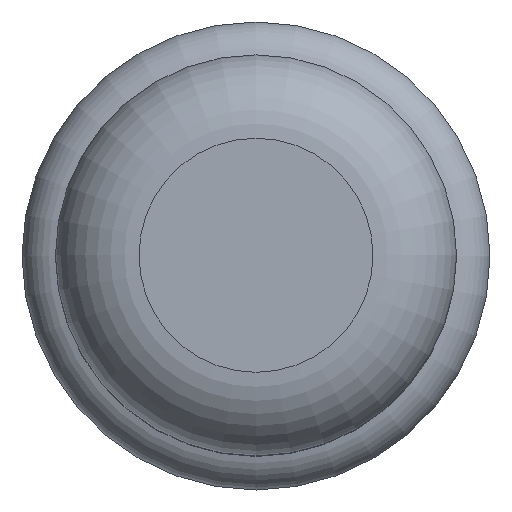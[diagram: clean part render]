
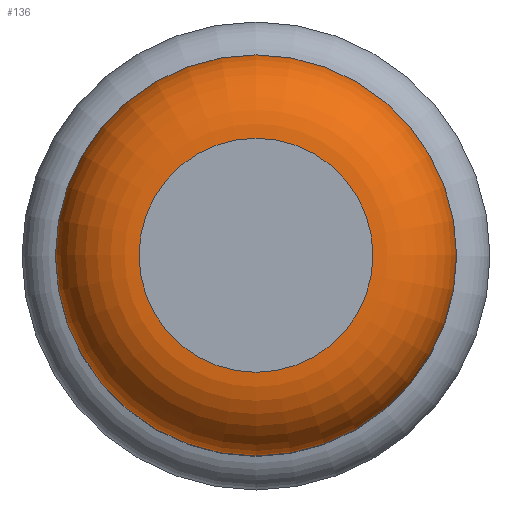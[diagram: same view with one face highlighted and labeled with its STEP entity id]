
A CAD part, top view. The second image highlights one B-rep face of the part: STEP entity #136.
In plain terms, the highlighted toroidal (fillet/blend) face has major radius 1.4 mm and minor radius 1 mm.
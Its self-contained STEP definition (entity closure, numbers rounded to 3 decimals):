
#33=FACE_OUTER_BOUND('',#43,.T.);
#43=EDGE_LOOP('',(#112,#113,#114,#115,#116));
#58=CIRCLE('',#171,1.4);
#59=CIRCLE('',#172,1.);
#60=CIRCLE('',#173,2.4);
#61=CIRCLE('',#174,2.4);
#71=VERTEX_POINT('',#259);
#72=VERTEX_POINT('',#261);
#73=VERTEX_POINT('',#263);
#86=EDGE_CURVE('',#71,#71,#58,.T.);
#87=EDGE_CURVE('',#71,#72,#59,.T.);
#88=EDGE_CURVE('',#72,#73,#60,.T.);
#89=EDGE_CURVE('',#73,#72,#61,.T.);
#112=ORIENTED_EDGE('',*,*,#86,.T.);
#113=ORIENTED_EDGE('',*,*,#87,.T.);
#114=ORIENTED_EDGE('',*,*,#88,.T.);
#115=ORIENTED_EDGE('',*,*,#89,.T.);
#116=ORIENTED_EDGE('',*,*,#87,.F.);
#130=TOROIDAL_SURFACE('',#170,1.4,1.);
#136=ADVANCED_FACE('',(#33),#130,.T.);
#170=AXIS2_PLACEMENT_3D('',#258,#213,#214);
#171=AXIS2_PLACEMENT_3D('',#260,#215,#216);
#172=AXIS2_PLACEMENT_3D('',#262,#217,#218);
#173=AXIS2_PLACEMENT_3D('',#264,#219,#220);
#174=AXIS2_PLACEMENT_3D('',#265,#221,#222);
#213=DIRECTION('center_axis',(0.,0.,1.));
#214=DIRECTION('ref_axis',(1.,0.,0.));
#215=DIRECTION('center_axis',(0.,0.,-1.));
#216=DIRECTION('ref_axis',(-1.,0.,0.));
#217=DIRECTION('center_axis',(0.,-1.,0.));
#218=DIRECTION('ref_axis',(-1.,0.,0.));
#219=DIRECTION('center_axis',(0.,0.,1.));
#220=DIRECTION('ref_axis',(-1.,0.,0.));
#221=DIRECTION('center_axis',(0.,0.,1.));
#222=DIRECTION('ref_axis',(-1.,0.,0.));
#258=CARTESIAN_POINT('Origin',(-5.4,-40.4,30.25));
#259=CARTESIAN_POINT('',(-6.8,-40.4,31.25));
#260=CARTESIAN_POINT('Origin',(-5.4,-40.4,31.25));
#261=CARTESIAN_POINT('',(-7.8,-40.4,30.25));
#262=CARTESIAN_POINT('Origin',(-6.8,-40.4,30.25));
#263=CARTESIAN_POINT('',(-3.,-40.4,30.25));
#264=CARTESIAN_POINT('Origin',(-5.4,-40.4,30.25));
#265=CARTESIAN_POINT('Origin',(-5.4,-40.4,30.25));
